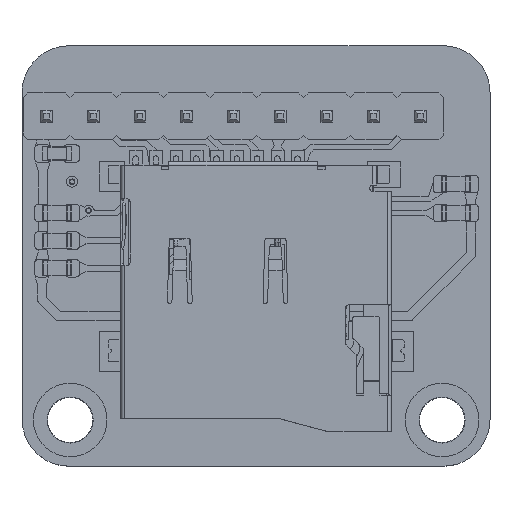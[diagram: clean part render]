
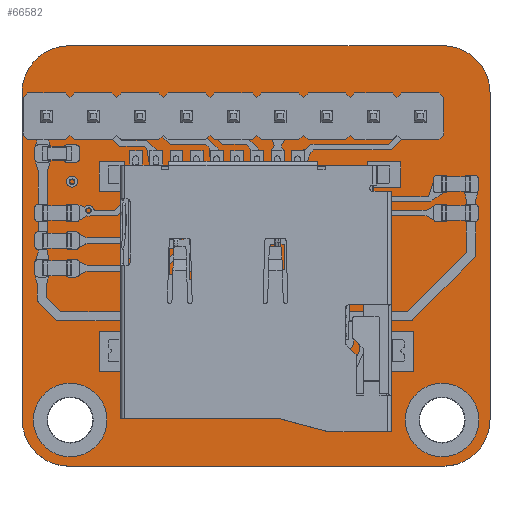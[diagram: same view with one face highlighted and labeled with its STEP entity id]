
A CAD part, top view. The second image highlights one B-rep face of the part: STEP entity #66582.
In plain terms, the highlighted planar face has unit normal (0, 0, 1).
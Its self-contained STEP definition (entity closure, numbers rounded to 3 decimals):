
#66290 = VERTEX_POINT('',#66291);
#66291 = CARTESIAN_POINT('',(10.117,11.43,1.51));
#66297 = EDGE_CURVE('',#66290,#66298,#66300,.T.);
#66298 = VERTEX_POINT('',#66299);
#66299 = CARTESIAN_POINT('',(12.721,8.89,1.51));
#66300 = CIRCLE('',#66301,2.558);
#66301 = AXIS2_PLACEMENT_3D('',#66302,#66303,#66304);
#66302 = CARTESIAN_POINT('',(10.163,8.872,1.51));
#66303 = DIRECTION('',(0.,0.,-1.));
#66304 = DIRECTION('',(-0.018,1.,0.));
#66332 = VERTEX_POINT('',#66333);
#66333 = CARTESIAN_POINT('',(-10.181,11.43,1.51));
#66339 = EDGE_CURVE('',#66332,#66290,#66340,.T.);
#66340 = LINE('',#66341,#66342);
#66341 = CARTESIAN_POINT('',(-10.181,11.43,1.51));
#66342 = VECTOR('',#66343,1.);
#66343 = DIRECTION('',(1.,0.,0.));
#66361 = EDGE_CURVE('',#66298,#66362,#66364,.T.);
#66362 = VERTEX_POINT('',#66363);
#66363 = CARTESIAN_POINT('',(12.721,-8.866,1.51));
#66364 = LINE('',#66365,#66366);
#66365 = CARTESIAN_POINT('',(12.721,8.89,1.51));
#66366 = VECTOR('',#66367,1.);
#66367 = DIRECTION('',(0.,-1.,0.));
#66582 = ADVANCED_FACE('',(#66583,#66629,#66640,#66651,#66662,#66673,
    #66684,#66695,#66706,#66717,#66728,#66739,#66750,#66761),#66772,.T.
  );
#66583 = FACE_BOUND('',#66584,.T.);
#66584 = EDGE_LOOP('',(#66585,#66586,#66587,#66596,#66604,#66613,#66621,
    #66628));
#66585 = ORIENTED_EDGE('',*,*,#66297,.F.);
#66586 = ORIENTED_EDGE('',*,*,#66339,.F.);
#66587 = ORIENTED_EDGE('',*,*,#66588,.F.);
#66588 = EDGE_CURVE('',#66589,#66332,#66591,.T.);
#66589 = VERTEX_POINT('',#66590);
#66590 = CARTESIAN_POINT('',(-12.721,8.854,1.51));
#66591 = CIRCLE('',#66592,2.558);
#66592 = AXIS2_PLACEMENT_3D('',#66593,#66594,#66595);
#66593 = CARTESIAN_POINT('',(-10.163,8.872,1.51));
#66594 = DIRECTION('',(0.,0.,-1.));
#66595 = DIRECTION('',(-1.,-0.007,-0.));
#66596 = ORIENTED_EDGE('',*,*,#66597,.F.);
#66597 = EDGE_CURVE('',#66598,#66589,#66600,.T.);
#66598 = VERTEX_POINT('',#66599);
#66599 = CARTESIAN_POINT('',(-12.721,-8.89,1.51));
#66600 = LINE('',#66601,#66602);
#66601 = CARTESIAN_POINT('',(-12.721,-8.89,1.51));
#66602 = VECTOR('',#66603,1.);
#66603 = DIRECTION('',(0.,1.,0.));
#66604 = ORIENTED_EDGE('',*,*,#66605,.F.);
#66605 = EDGE_CURVE('',#66606,#66598,#66608,.T.);
#66606 = VERTEX_POINT('',#66607);
#66607 = CARTESIAN_POINT('',(-10.145,-11.43,1.51));
#66608 = CIRCLE('',#66609,2.558);
#66609 = AXIS2_PLACEMENT_3D('',#66610,#66611,#66612);
#66610 = CARTESIAN_POINT('',(-10.163,-8.872,1.51));
#66611 = DIRECTION('',(0.,0.,-1.));
#66612 = DIRECTION('',(0.007,-1.,0.));
#66613 = ORIENTED_EDGE('',*,*,#66614,.F.);
#66614 = EDGE_CURVE('',#66615,#66606,#66617,.T.);
#66615 = VERTEX_POINT('',#66616);
#66616 = CARTESIAN_POINT('',(10.157,-11.43,1.51));
#66617 = LINE('',#66618,#66619);
#66618 = CARTESIAN_POINT('',(10.157,-11.43,1.51));
#66619 = VECTOR('',#66620,1.);
#66620 = DIRECTION('',(-1.,0.,0.));
#66621 = ORIENTED_EDGE('',*,*,#66622,.F.);
#66622 = EDGE_CURVE('',#66362,#66615,#66623,.T.);
#66623 = CIRCLE('',#66624,2.539);
#66624 = AXIS2_PLACEMENT_3D('',#66625,#66626,#66627);
#66625 = CARTESIAN_POINT('',(10.183,-8.892,1.51));
#66626 = DIRECTION('',(0.,0.,-1.));
#66627 = DIRECTION('',(1.,0.01,0.));
#66628 = ORIENTED_EDGE('',*,*,#66361,.F.);
#66629 = FACE_BOUND('',#66630,.T.);
#66630 = EDGE_LOOP('',(#66631));
#66631 = ORIENTED_EDGE('',*,*,#66632,.T.);
#66632 = EDGE_CURVE('',#66633,#66633,#66635,.T.);
#66633 = VERTEX_POINT('',#66634);
#66634 = CARTESIAN_POINT('',(-10.103,-10.168,1.51));
#66635 = CIRCLE('',#66636,1.25);
#66636 = AXIS2_PLACEMENT_3D('',#66637,#66638,#66639);
#66637 = CARTESIAN_POINT('',(-10.103,-8.918,1.51));
#66638 = DIRECTION('',(-0.,0.,-1.));
#66639 = DIRECTION('',(-0.,-1.,0.));
#66640 = FACE_BOUND('',#66641,.T.);
#66641 = EDGE_LOOP('',(#66642));
#66642 = ORIENTED_EDGE('',*,*,#66643,.T.);
#66643 = EDGE_CURVE('',#66644,#66644,#66646,.T.);
#66644 = VERTEX_POINT('',#66645);
#66645 = CARTESIAN_POINT('',(-4.923,-6.032,1.51));
#66646 = CIRCLE('',#66647,0.45);
#66647 = AXIS2_PLACEMENT_3D('',#66648,#66649,#66650);
#66648 = CARTESIAN_POINT('',(-4.923,-5.582,1.51));
#66649 = DIRECTION('',(-0.,0.,-1.));
#66650 = DIRECTION('',(-0.,-1.,0.));
#66651 = FACE_BOUND('',#66652,.T.);
#66652 = EDGE_LOOP('',(#66653));
#66653 = ORIENTED_EDGE('',*,*,#66654,.T.);
#66654 = EDGE_CURVE('',#66655,#66655,#66657,.T.);
#66655 = VERTEX_POINT('',#66656);
#66656 = CARTESIAN_POINT('',(10.117,-10.168,1.51));
#66657 = CIRCLE('',#66658,1.25);
#66658 = AXIS2_PLACEMENT_3D('',#66659,#66660,#66661);
#66659 = CARTESIAN_POINT('',(10.117,-8.918,1.51));
#66660 = DIRECTION('',(-0.,0.,-1.));
#66661 = DIRECTION('',(-0.,-1.,0.));
#66662 = FACE_BOUND('',#66663,.T.);
#66663 = EDGE_LOOP('',(#66664));
#66664 = ORIENTED_EDGE('',*,*,#66665,.T.);
#66665 = EDGE_CURVE('',#66666,#66666,#66668,.T.);
#66666 = VERTEX_POINT('',#66667);
#66667 = CARTESIAN_POINT('',(3.077,-6.032,1.51));
#66668 = CIRCLE('',#66669,0.45);
#66669 = AXIS2_PLACEMENT_3D('',#66670,#66671,#66672);
#66670 = CARTESIAN_POINT('',(3.077,-5.582,1.51));
#66671 = DIRECTION('',(-0.,0.,-1.));
#66672 = DIRECTION('',(0.,-1.,-0.));
#66673 = FACE_BOUND('',#66674,.T.);
#66674 = EDGE_LOOP('',(#66675));
#66675 = ORIENTED_EDGE('',*,*,#66676,.T.);
#66676 = EDGE_CURVE('',#66677,#66677,#66679,.T.);
#66677 = VERTEX_POINT('',#66678);
#66678 = CARTESIAN_POINT('',(-11.388,7.087,1.51));
#66679 = CIRCLE('',#66680,0.5);
#66680 = AXIS2_PLACEMENT_3D('',#66681,#66682,#66683);
#66681 = CARTESIAN_POINT('',(-11.388,7.587,1.51));
#66682 = DIRECTION('',(-0.,0.,-1.));
#66683 = DIRECTION('',(-0.,-1.,0.));
#66684 = FACE_BOUND('',#66685,.T.);
#66685 = EDGE_LOOP('',(#66686));
#66686 = ORIENTED_EDGE('',*,*,#66687,.T.);
#66687 = EDGE_CURVE('',#66688,#66688,#66690,.T.);
#66688 = VERTEX_POINT('',#66689);
#66689 = CARTESIAN_POINT('',(-8.848,7.087,1.51));
#66690 = CIRCLE('',#66691,0.5);
#66691 = AXIS2_PLACEMENT_3D('',#66692,#66693,#66694);
#66692 = CARTESIAN_POINT('',(-8.848,7.587,1.51));
#66693 = DIRECTION('',(-0.,0.,-1.));
#66694 = DIRECTION('',(-0.,-1.,0.));
#66695 = FACE_BOUND('',#66696,.T.);
#66696 = EDGE_LOOP('',(#66697));
#66697 = ORIENTED_EDGE('',*,*,#66698,.T.);
#66698 = EDGE_CURVE('',#66699,#66699,#66701,.T.);
#66699 = VERTEX_POINT('',#66700);
#66700 = CARTESIAN_POINT('',(-6.308,7.087,1.51));
#66701 = CIRCLE('',#66702,0.5);
#66702 = AXIS2_PLACEMENT_3D('',#66703,#66704,#66705);
#66703 = CARTESIAN_POINT('',(-6.308,7.587,1.51));
#66704 = DIRECTION('',(-0.,0.,-1.));
#66705 = DIRECTION('',(-0.,-1.,0.));
#66706 = FACE_BOUND('',#66707,.T.);
#66707 = EDGE_LOOP('',(#66708));
#66708 = ORIENTED_EDGE('',*,*,#66709,.T.);
#66709 = EDGE_CURVE('',#66710,#66710,#66712,.T.);
#66710 = VERTEX_POINT('',#66711);
#66711 = CARTESIAN_POINT('',(-3.768,7.087,1.51));
#66712 = CIRCLE('',#66713,0.5);
#66713 = AXIS2_PLACEMENT_3D('',#66714,#66715,#66716);
#66714 = CARTESIAN_POINT('',(-3.768,7.587,1.51));
#66715 = DIRECTION('',(-0.,0.,-1.));
#66716 = DIRECTION('',(-0.,-1.,0.));
#66717 = FACE_BOUND('',#66718,.T.);
#66718 = EDGE_LOOP('',(#66719));
#66719 = ORIENTED_EDGE('',*,*,#66720,.T.);
#66720 = EDGE_CURVE('',#66721,#66721,#66723,.T.);
#66721 = VERTEX_POINT('',#66722);
#66722 = CARTESIAN_POINT('',(-1.228,7.087,1.51));
#66723 = CIRCLE('',#66724,0.5);
#66724 = AXIS2_PLACEMENT_3D('',#66725,#66726,#66727);
#66725 = CARTESIAN_POINT('',(-1.228,7.587,1.51));
#66726 = DIRECTION('',(-0.,0.,-1.));
#66727 = DIRECTION('',(-0.,-1.,0.));
#66728 = FACE_BOUND('',#66729,.T.);
#66729 = EDGE_LOOP('',(#66730));
#66730 = ORIENTED_EDGE('',*,*,#66731,.T.);
#66731 = EDGE_CURVE('',#66732,#66732,#66734,.T.);
#66732 = VERTEX_POINT('',#66733);
#66733 = CARTESIAN_POINT('',(1.312,7.087,1.51));
#66734 = CIRCLE('',#66735,0.5);
#66735 = AXIS2_PLACEMENT_3D('',#66736,#66737,#66738);
#66736 = CARTESIAN_POINT('',(1.312,7.587,1.51));
#66737 = DIRECTION('',(-0.,0.,-1.));
#66738 = DIRECTION('',(-0.,-1.,0.));
#66739 = FACE_BOUND('',#66740,.T.);
#66740 = EDGE_LOOP('',(#66741));
#66741 = ORIENTED_EDGE('',*,*,#66742,.T.);
#66742 = EDGE_CURVE('',#66743,#66743,#66745,.T.);
#66743 = VERTEX_POINT('',#66744);
#66744 = CARTESIAN_POINT('',(3.852,7.087,1.51));
#66745 = CIRCLE('',#66746,0.5);
#66746 = AXIS2_PLACEMENT_3D('',#66747,#66748,#66749);
#66747 = CARTESIAN_POINT('',(3.852,7.587,1.51));
#66748 = DIRECTION('',(-0.,0.,-1.));
#66749 = DIRECTION('',(-0.,-1.,0.));
#66750 = FACE_BOUND('',#66751,.T.);
#66751 = EDGE_LOOP('',(#66752));
#66752 = ORIENTED_EDGE('',*,*,#66753,.T.);
#66753 = EDGE_CURVE('',#66754,#66754,#66756,.T.);
#66754 = VERTEX_POINT('',#66755);
#66755 = CARTESIAN_POINT('',(6.392,7.087,1.51));
#66756 = CIRCLE('',#66757,0.5);
#66757 = AXIS2_PLACEMENT_3D('',#66758,#66759,#66760);
#66758 = CARTESIAN_POINT('',(6.392,7.587,1.51));
#66759 = DIRECTION('',(-0.,0.,-1.));
#66760 = DIRECTION('',(-0.,-1.,0.));
#66761 = FACE_BOUND('',#66762,.T.);
#66762 = EDGE_LOOP('',(#66763));
#66763 = ORIENTED_EDGE('',*,*,#66764,.T.);
#66764 = EDGE_CURVE('',#66765,#66765,#66767,.T.);
#66765 = VERTEX_POINT('',#66766);
#66766 = CARTESIAN_POINT('',(8.932,7.087,1.51));
#66767 = CIRCLE('',#66768,0.5);
#66768 = AXIS2_PLACEMENT_3D('',#66769,#66770,#66771);
#66769 = CARTESIAN_POINT('',(8.932,7.587,1.51));
#66770 = DIRECTION('',(-0.,0.,-1.));
#66771 = DIRECTION('',(-0.,-1.,0.));
#66772 = PLANE('',#66773);
#66773 = AXIS2_PLACEMENT_3D('',#66774,#66775,#66776);
#66774 = CARTESIAN_POINT('',(0.,0.,1.51));
#66775 = DIRECTION('',(0.,0.,1.));
#66776 = DIRECTION('',(1.,0.,-0.));
